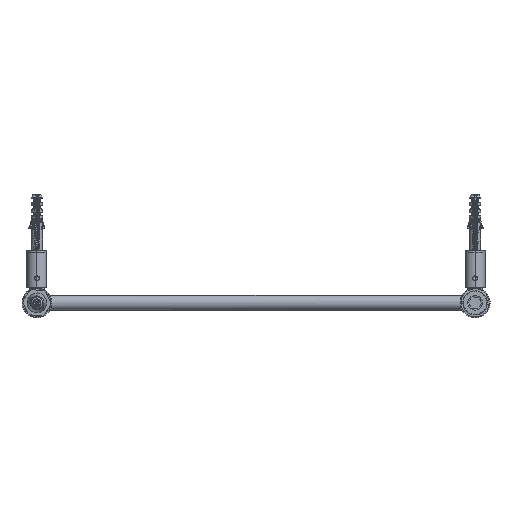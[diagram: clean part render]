
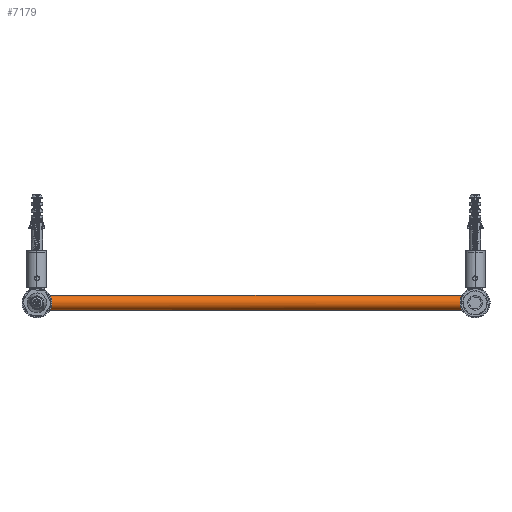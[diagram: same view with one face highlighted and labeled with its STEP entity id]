
A CAD part, front view. The second image highlights one B-rep face of the part: STEP entity #7179.
In plain terms, the highlighted cylindrical face has radius 8 mm (diameter 16 mm), a partial arc.
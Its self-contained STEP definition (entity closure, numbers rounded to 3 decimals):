
#2215 = CARTESIAN_POINT ( 'NONE',  ( 473.715, -565.104, -36.868 ) ) ;
#2852 = CARTESIAN_POINT ( 'NONE',  ( 473.715, -566.129, -36.571 ) ) ;
#3752 = CARTESIAN_POINT ( 'NONE',  ( 22.715, -563.729, -20.928 ) ) ;
#4071 = CARTESIAN_POINT ( 'NONE',  ( 22.715, -567.721, -22.192 ) ) ;
#4135 = CARTESIAN_POINT ( 'NONE',  ( 473.715, -571.253, -27.257 ) ) ;
#4775 = CARTESIAN_POINT ( 'NONE',  ( 473.715, -567.721, -22.192 ) ) ;
#5685 = FACE_OUTER_BOUND ( 'NONE', #36359, .T. ) ;
#7179 = ADVANCED_FACE ( 'NONE', ( #5685 ), #25566, .T. ) ;
#7431 = CARTESIAN_POINT ( 'NONE',  ( 473.715, -571.433, -29.344 ) ) ;
#7996 = CARTESIAN_POINT ( 'NONE',  ( 22.715, -571.253, -27.257 ) ) ;
#8319 = CARTESIAN_POINT ( 'NONE',  ( 22.715, -566.129, -36.571 ) ) ;
#8637 = CARTESIAN_POINT ( 'NONE',  ( 22.715, -564.06, -36.958 ) ) ;
#10004 = CARTESIAN_POINT ( 'NONE',  ( 473.715, -564.789, -21.045 ) ) ;
#10510 = EDGE_CURVE ( 'NONE', #53361, #55930, #62785, .T. ) ;
#12333 = CARTESIAN_POINT ( 'NONE',  ( 473.715, -570.683, -32.401 ) ) ;
#13226 = CARTESIAN_POINT ( 'NONE',  ( 22.715, -569.991, -24.373 ) ) ;
#13543 = CARTESIAN_POINT ( 'NONE',  ( 22.715, -565.104, -36.868 ) ) ;
#14038 = EDGE_CURVE ( 'NONE', #27506, #55930, #43218, .T. ) ;
#15046 = AXIS2_PLACEMENT_3D ( 'NONE', #30454, #35363, #64383 ) ;
#17107 = ORIENTED_EDGE ( 'NONE', *, *, #14038, .F. ) ;
#17470 = CARTESIAN_POINT ( 'NONE',  ( 22.715, -571.433, -29.344 ) ) ;
#17863 = CARTESIAN_POINT ( 'NONE',  ( 473.715, -570.169, -33.336 ) ) ;
#18426 = CARTESIAN_POINT ( 'NONE',  ( 22.715, -569.324, -23.54 ) ) ;
#18630 = ORIENTED_EDGE ( 'NONE', *, *, #57717, .F. ) ;
#21283 = CARTESIAN_POINT ( 'NONE',  ( 22.715, -562.685, -21.018 ) ) ;
#21991 = B_SPLINE_CURVE_WITH_KNOTS ( 'NONE', 3,
 ( #33174, #2215, #2852, #22753, #22111, #17863, #12333, #32205, #7431, #4135, #39019, #44560, #58926, #4775, #39664, #10004, #23710, #49772 ),
 .UNSPECIFIED., .F., .F.,
 ( 4, 2, 2, 2, 2, 2, 2, 2, 4 ),
 ( 0., 0.125, 0.25, 0.375, 0.5, 0.625, 0.75, 0.875, 1. ),
 .UNSPECIFIED. ) ;
#22038 = CARTESIAN_POINT ( 'NONE',  ( 473.715, -564.06, -36.958 ) ) ;
#22111 = CARTESIAN_POINT ( 'NONE',  ( 473.715, -568.821, -34.939 ) ) ;
#22250 = CARTESIAN_POINT ( 'NONE',  ( 473.715, -562.685, -21.018 ) ) ;
#22753 = CARTESIAN_POINT ( 'NONE',  ( 473.715, -567.987, -35.606 ) ) ;
#23710 = CARTESIAN_POINT ( 'NONE',  ( 473.715, -563.729, -20.928 ) ) ;
#25566 = CYLINDRICAL_SURFACE ( 'NONE', #15046, 8. ) ;
#26204 = CARTESIAN_POINT ( 'NONE',  ( 473.715, -562.685, -21.018 ) ) ;
#27506 = VERTEX_POINT ( 'NONE', #22038 ) ;
#27578 = CARTESIAN_POINT ( 'NONE',  ( 173.048, -564.06, -36.958 ) ) ;
#27878 = CARTESIAN_POINT ( 'NONE',  ( 22.715, -571.316, -30.405 ) ) ;
#30454 = CARTESIAN_POINT ( 'NONE',  ( 473.715, -563.373, -28.988 ) ) ;
#32205 = CARTESIAN_POINT ( 'NONE',  ( 473.715, -571.316, -30.405 ) ) ;
#32786 = CARTESIAN_POINT ( 'NONE',  ( 22.715, -564.789, -21.045 ) ) ;
#33174 = CARTESIAN_POINT ( 'NONE',  ( 473.715, -564.06, -36.958 ) ) ;
#33427 = CARTESIAN_POINT ( 'NONE',  ( 22.715, -566.786, -21.677 ) ) ;
#35363 = DIRECTION ( 'NONE',  ( -1., 0., 0. ) ) ;
#36359 = EDGE_LOOP ( 'NONE', ( #18630, #50786, #17107, #64353 ) ) ;
#38316 = CARTESIAN_POINT ( 'NONE',  ( 22.715, -570.956, -26.232 ) ) ;
#39019 = CARTESIAN_POINT ( 'NONE',  ( 473.715, -570.956, -26.232 ) ) ;
#39664 = CARTESIAN_POINT ( 'NONE',  ( 473.715, -566.786, -21.677 ) ) ;
#39755 = B_SPLINE_CURVE_WITH_KNOTS ( 'NONE', 3,
 ( #21283, #41171, #52252, #22250 ),
 .UNSPECIFIED., .F., .F.,
 ( 4, 4 ),
 ( 0., 1. ),
 .UNSPECIFIED. ) ;
#40531 = CARTESIAN_POINT ( 'NONE',  ( 22.715, -564.06, -36.958 ) ) ;
#40590 = VERTEX_POINT ( 'NONE', #26204 ) ;
#41171 = CARTESIAN_POINT ( 'NONE',  ( 173.048, -562.685, -21.018 ) ) ;
#42569 = CARTESIAN_POINT ( 'NONE',  ( 22.715, -570.169, -33.336 ) ) ;
#43218 = B_SPLINE_CURVE_WITH_KNOTS ( 'NONE', 3,
 ( #47153, #46833, #27578, #48110 ),
 .UNSPECIFIED., .F., .F.,
 ( 4, 4 ),
 ( 0., 1. ),
 .UNSPECIFIED. ) ;
#44560 = CARTESIAN_POINT ( 'NONE',  ( 473.715, -569.991, -24.373 ) ) ;
#46833 = CARTESIAN_POINT ( 'NONE',  ( 323.381, -564.06, -36.958 ) ) ;
#47011 = EDGE_CURVE ( 'NONE', #27506, #40590, #21991, .T. ) ;
#47153 = CARTESIAN_POINT ( 'NONE',  ( 473.715, -564.06, -36.958 ) ) ;
#47353 = CARTESIAN_POINT ( 'NONE',  ( 22.715, -562.685, -21.018 ) ) ;
#47774 = CARTESIAN_POINT ( 'NONE',  ( 22.715, -570.683, -32.401 ) ) ;
#48110 = CARTESIAN_POINT ( 'NONE',  ( 22.715, -564.06, -36.958 ) ) ;
#49772 = CARTESIAN_POINT ( 'NONE',  ( 473.715, -562.685, -21.018 ) ) ;
#50786 = ORIENTED_EDGE ( 'NONE', *, *, #10510, .T. ) ;
#52252 = CARTESIAN_POINT ( 'NONE',  ( 323.381, -562.685, -21.018 ) ) ;
#52361 = CARTESIAN_POINT ( 'NONE',  ( 22.715, -562.685, -21.018 ) ) ;
#53001 = CARTESIAN_POINT ( 'NONE',  ( 22.715, -568.821, -34.939 ) ) ;
#53361 = VERTEX_POINT ( 'NONE', #47353 ) ;
#55930 = VERTEX_POINT ( 'NONE', #40531 ) ;
#57717 = EDGE_CURVE ( 'NONE', #53361, #40590, #39755, .T. ) ;
#58926 = CARTESIAN_POINT ( 'NONE',  ( 473.715, -569.324, -23.54 ) ) ;
#62785 = B_SPLINE_CURVE_WITH_KNOTS ( 'NONE', 3,
 ( #52361, #3752, #32786, #33427, #4071, #18426, #13226, #38316, #7996, #17470, #27878, #47774, #42569, #53001, #63424, #8319, #13543, #8637 ),
 .UNSPECIFIED., .F., .F.,
 ( 4, 2, 2, 2, 2, 2, 2, 2, 4 ),
 ( 0., 0.125, 0.25, 0.375, 0.5, 0.625, 0.75, 0.875, 1. ),
 .UNSPECIFIED. ) ;
#63424 = CARTESIAN_POINT ( 'NONE',  ( 22.715, -567.987, -35.606 ) ) ;
#64353 = ORIENTED_EDGE ( 'NONE', *, *, #47011, .T. ) ;
#64383 = DIRECTION ( 'NONE',  ( 0., 0.086, 0.996 ) ) ;
